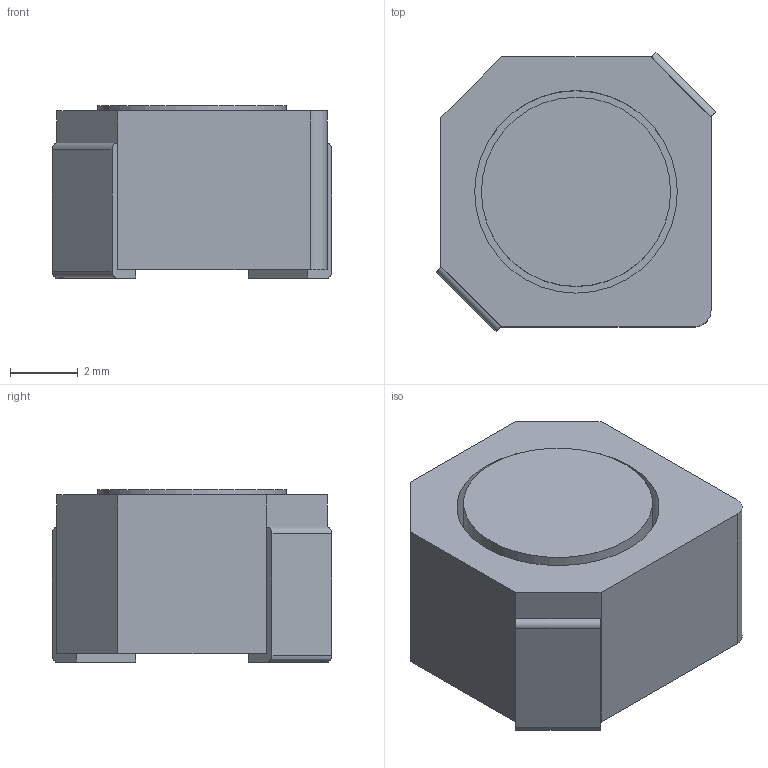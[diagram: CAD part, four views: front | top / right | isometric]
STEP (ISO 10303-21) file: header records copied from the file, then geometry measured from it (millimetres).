
FILE_DESCRIPTION(('FreeCAD Model'),'2;1');
FILE_NAME('inductor_01.step','2019-03-16T13:15:30',( 'kicad StepUp'),('ksu MCAD'),'Open CASCADE STEP processor 7.3', 'FreeCAD','Unknown');
FILE_SCHEMA(('AUTOMOTIVE_DESIGN { 1 0 10303 214 1 1 1 1 }'));
Length unit declared in the file: millimetre
Products named in the file (1): inductor_01
Bounding box: 8.27 x 8.27 x 5.1 mm (x, y, z)
Volume: 273.8 mm3; surface area: 493.3 mm2
Topology: 4 solids, 4 shells, 37 faces, 84 edges, 56 vertices
Faces by surface type: plane 30, cylinder 7
Full cylindrical faces by diameter (mm): 5.6 x1, 6 x1
Entity records: 1299 total; most frequent: CARTESIAN_POINT 178, DIRECTION 174, ORIENTED_EDGE 168, EDGE_CURVE 84, LINE 70, VECTOR 70, VERTEX_POINT 56, AXIS2_PLACEMENT_3D 52
